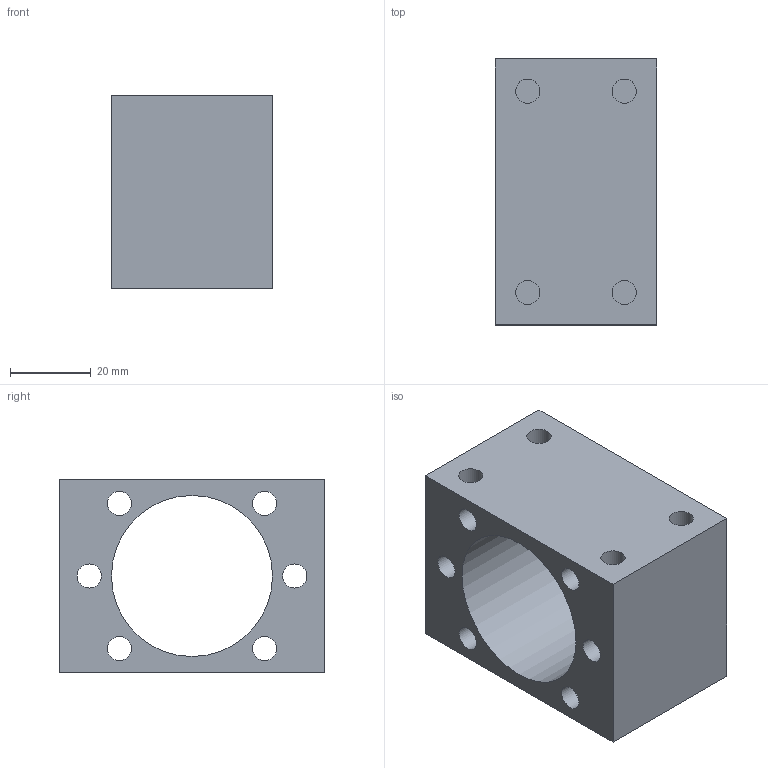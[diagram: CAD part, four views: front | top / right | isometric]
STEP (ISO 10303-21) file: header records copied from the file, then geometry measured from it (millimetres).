
FILE_DESCRIPTION(/* description */ (''),/* implementation_level */ '2;1');
FILE_NAME(/* name */ 'SFU2510_connector.stp',/* time_stamp */ '2020-04-16T14:56:16+08:00',/* author */ ('Administrator'),/* organization */ (''),/* preprocessor_version */ 'ST-DEVELOPER v16.13',/* originating_system */ 'Autodesk Inventor 2018',/* authorisation */ '');
FILE_SCHEMA (('AUTOMOTIVE_DESIGN { 1 0 10303 214 3 1 1 }'));
Length unit declared in the file: millimetre
Products named in the file (1): SFU2510_connector
Bounding box: 40 x 66 x 48 mm (x, y, z)
Volume: 67859.1 mm3; surface area: 23360.2 mm2
Topology: 1 solids, 1 shells, 21 faces, 45 edges, 30 vertices
Faces by surface type: cylinder 11, plane 10
Full cylindrical faces by diameter (mm): 6 x10, 40 x1
Entity records: 593 total; most frequent: DIRECTION 100, CARTESIAN_POINT 86, ORIENTED_EDGE 68, EDGE_LOOP 50, AXIS2_PLACEMENT_3D 44, EDGE_CURVE 34, VERTEX_POINT 30, FACE_BOUND 29
